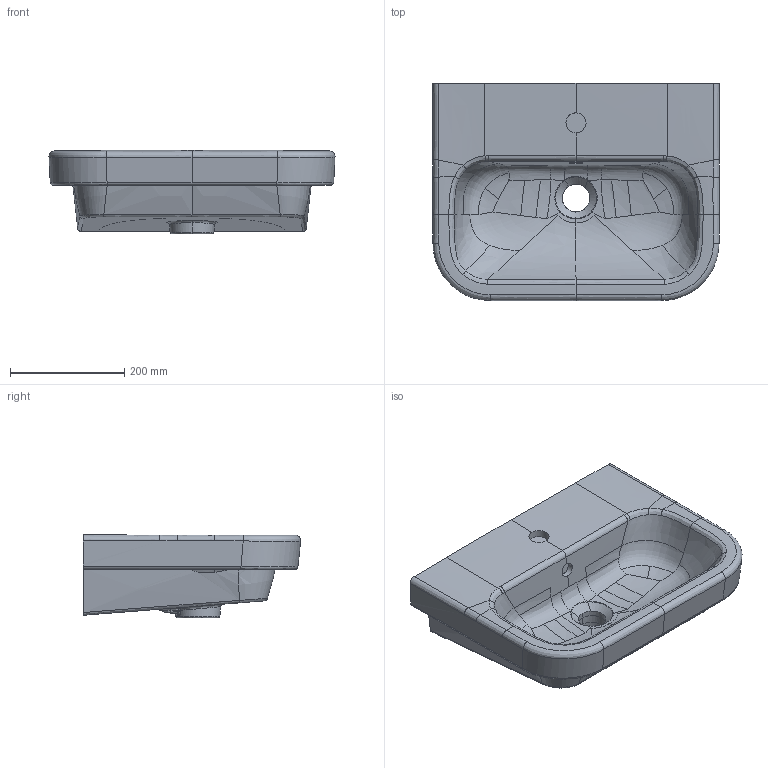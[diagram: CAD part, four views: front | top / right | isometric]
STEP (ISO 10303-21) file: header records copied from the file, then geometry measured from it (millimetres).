
FILE_DESCRIPTION(/* description */ (''),/* implementation_level */ '2;1');
FILE_NAME(/* name */ '437350_HWB_0A.stp',/* time_stamp */ '2019-02-21T07:37:49+01:00',/* author */ (''),/* organization */ (''),/* preprocessor_version */ 'ST-DEVELOPER v16',/* originating_system */ 'SIEMENS PLM Software NX 10.0',/* authorisation */ '');
FILE_SCHEMA (('AUTOMOTIVE_DESIGN { 1 0 10303 214 3 1 1 1 }'));
Products named in the file (1): rupp1CE85C959gdr
Bounding box: 499.88 x 379.41 x 146.72 mm (x, y, z)
Volume: 13208680.4 mm3; surface area: 649184.9 mm2
Topology: 1 solids, 1 shells, 431 faces, 1067 edges, 614 vertices
Faces by surface type: bspline 295, cylinder 71, plane 45, sphere 18, extrusion 2
Full cylindrical faces by diameter (mm): 25 x1, 35 x1
Entity records: 37707 total; most frequent: CARTESIAN_POINT 30130, ORIENTED_EDGE 2082, EDGE_CURVE 1041, DIRECTION 817, B_SPLINE_CURVE_WITH_KNOTS 629, VERTEX_POINT 614, EDGE_LOOP 435, ADVANCED_FACE 431
